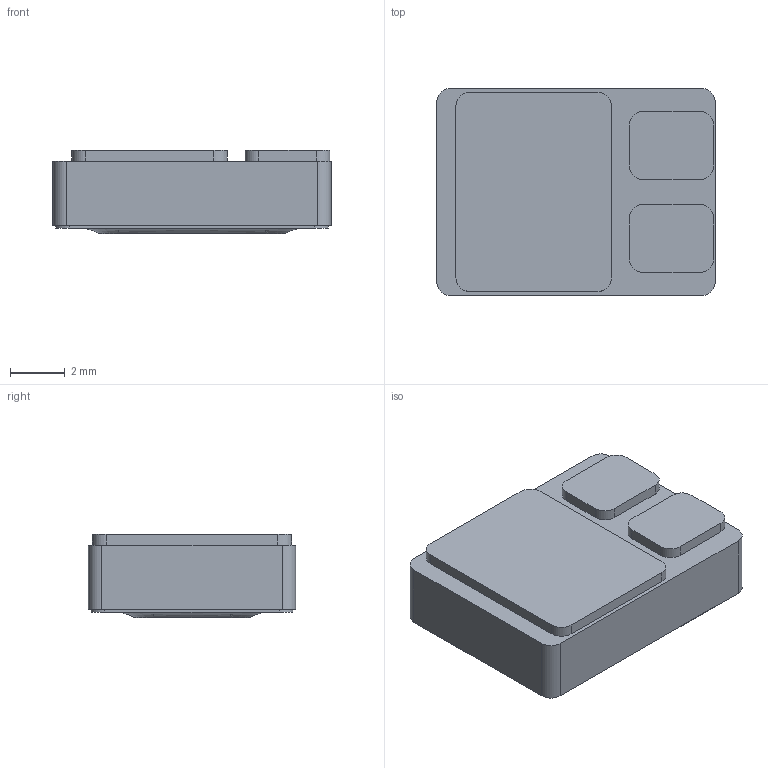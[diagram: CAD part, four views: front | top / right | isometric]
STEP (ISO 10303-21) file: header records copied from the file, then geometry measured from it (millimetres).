
FILE_DESCRIPTION(('STEP AP242'), '1');
FILE_NAME('ﾒﾍﾃ-ﾊ 45020', '', ('UNSPECIFIED'), ('UNSPECIFIED'), 'C3D Converter', 'C3D Toolkit', '');
FILE_SCHEMA(('AP242_MANAGED_MODEL_BASED_3D_ENGINEERING_MIM_LF { 1 0 10303 442 1 1 4 }'));
Length unit declared in the file: millimetre
Bounding box: 10.2 x 7.6 x 3.05 mm (x, y, z)
Volume: 218.3 mm3; surface area: 258.8 mm2
Topology: 1 solids, 1 shells, 248 faces, 678 edges, 452 vertices
Faces by surface type: plane 118, extrusion 87, cylinder 35, bspline 8
Full cylindrical faces by diameter (mm): 0.158 x1
Entity records: 10608 total; most frequent: CARTESIAN_POINT 2624, ORIENTED_EDGE 1354, DIRECTION 958, EDGE_CURVE 677, VECTOR 502, VERTEX_POINT 452, LINE 415, EDGE_LOOP 269
